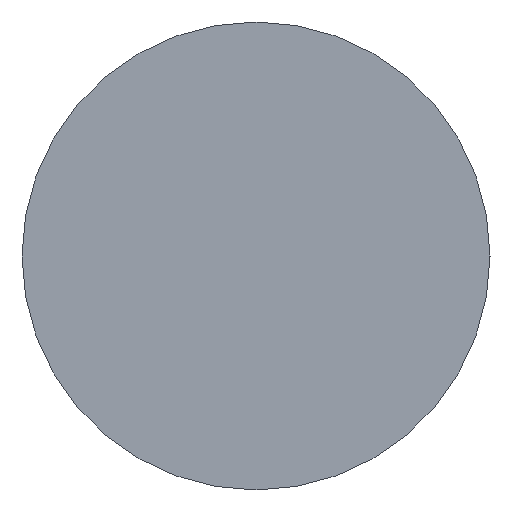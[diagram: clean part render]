
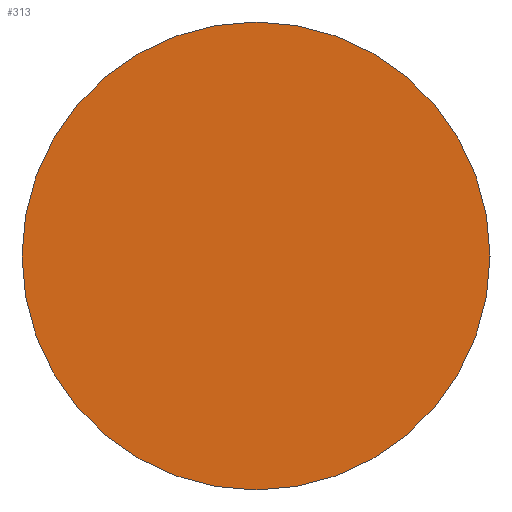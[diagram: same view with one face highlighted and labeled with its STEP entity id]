
A CAD part, left-side view. The second image highlights one B-rep face of the part: STEP entity #313.
In plain terms, the highlighted planar face has unit normal (-1, 0, 0).
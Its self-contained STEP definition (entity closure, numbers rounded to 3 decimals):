
#47 = CIRCLE ( 'NONE', #518, 19. ) ;
#66 = CARTESIAN_POINT ( 'NONE',  ( 0., 0., 19. ) ) ;
#100 = FACE_OUTER_BOUND ( 'NONE', #272, .T. ) ;
#119 = DIRECTION ( 'NONE',  ( 0., 0., 1. ) ) ;
#133 = EDGE_CURVE ( 'NONE', #405, #238, #560, .T. ) ;
#151 = DIRECTION ( 'NONE',  ( 0., 0., -1. ) ) ;
#202 = PLANE ( 'NONE',  #448 ) ;
#238 = VERTEX_POINT ( 'NONE', #576 ) ;
#247 = ORIENTED_EDGE ( 'NONE', *, *, #368, .T. ) ;
#267 = DIRECTION ( 'NONE',  ( -1., 0., 0. ) ) ;
#272 = EDGE_LOOP ( 'NONE', ( #436, #247 ) ) ;
#301 = CARTESIAN_POINT ( 'NONE',  ( 0., 0., 0. ) ) ;
#308 = DIRECTION ( 'NONE',  ( -1., 0., 0. ) ) ;
#313 = ADVANCED_FACE ( 'NONE', ( #100 ), #202, .F. ) ;
#347 = AXIS2_PLACEMENT_3D ( 'NONE', #401, #267, #591 ) ;
#368 = EDGE_CURVE ( 'NONE', #238, #405, #47, .T. ) ;
#381 = DIRECTION ( 'NONE',  ( 1., 0., 0. ) ) ;
#401 = CARTESIAN_POINT ( 'NONE',  ( 0., 0., 0. ) ) ;
#405 = VERTEX_POINT ( 'NONE', #66 ) ;
#436 = ORIENTED_EDGE ( 'NONE', *, *, #133, .T. ) ;
#448 = AXIS2_PLACEMENT_3D ( 'NONE', #533, #381, #151 ) ;
#518 = AXIS2_PLACEMENT_3D ( 'NONE', #301, #308, #119 ) ;
#533 = CARTESIAN_POINT ( 'NONE',  ( 0., 0., 0. ) ) ;
#560 = CIRCLE ( 'NONE', #347, 19. ) ;
#576 = CARTESIAN_POINT ( 'NONE',  ( 0., 0., -19. ) ) ;
#591 = DIRECTION ( 'NONE',  ( 0., 0., 1. ) ) ;
